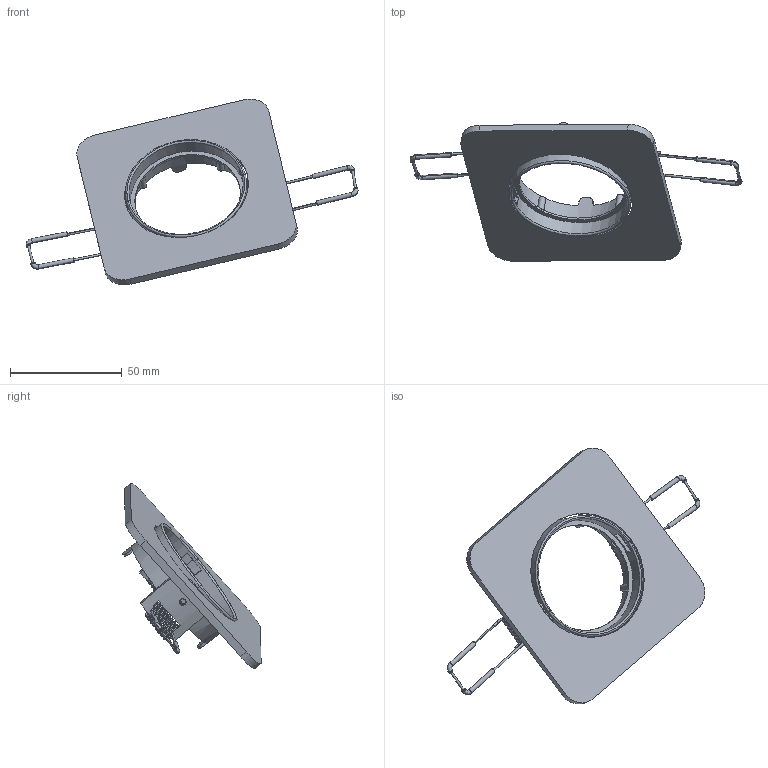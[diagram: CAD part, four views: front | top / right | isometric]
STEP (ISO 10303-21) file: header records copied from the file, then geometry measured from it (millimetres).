
FILE_DESCRIPTION((''),'2;1');
FILE_NAME('7803_ASM','2020-07-23T09:45:22',('Administrator'),(''),'CREO PARAMETRIC BY PTC INC, 2020033','CREO PARAMETRIC BY PTC INC, 2020033','');
FILE_SCHEMA(('CONFIG_CONTROL_DESIGN'));
Products named in the file (5): PRT0001; KAHUANG; PRT0002; LVJIAN; 7803_ASM
Assembly tree (4 placements, depth 2):
  7803_ASM
    PRT0001
    KAHUANG
    PRT0002
    LVJIAN
Bounding box: 148.25 x 61.74 x 82.99 mm (x, y, z)
Volume: 15830.8 mm3; surface area: 25000.6 mm2
Topology: 4 solids, 4 shells, 319 faces, 851 edges, 539 vertices
Faces by surface type: cylinder 144, plane 91, bspline 52, torus 26, cone 6
Entity records: 44125 total; most frequent: CARTESIAN_POINT 36460, ORIENTED_EDGE 1702, DIRECTION 1450, EDGE_CURVE 851, AXIS2_PLACEMENT_3D 583, VERTEX_POINT 539, EDGE_LOOP 334, FACE_OUTER_BOUND 319
